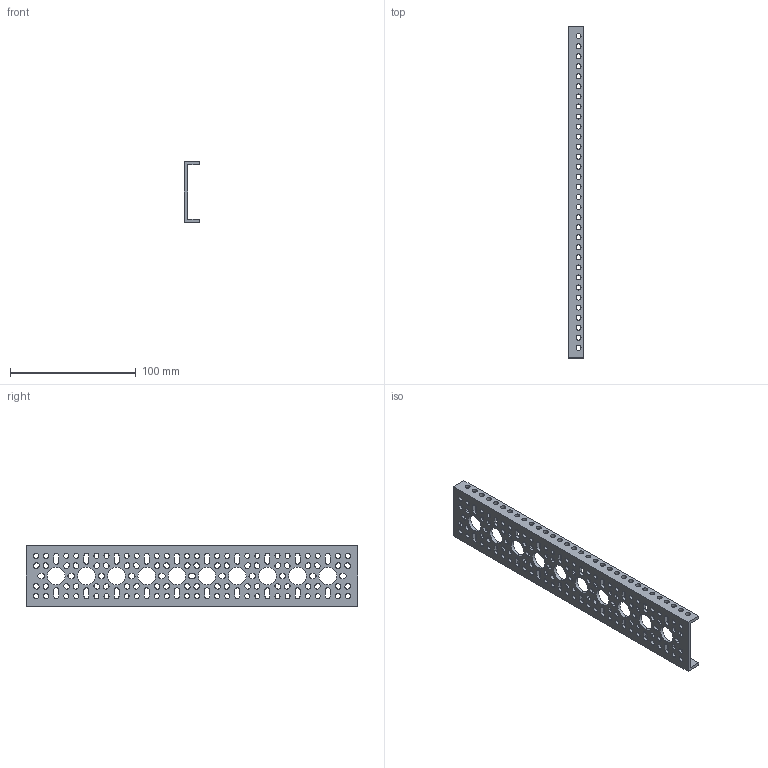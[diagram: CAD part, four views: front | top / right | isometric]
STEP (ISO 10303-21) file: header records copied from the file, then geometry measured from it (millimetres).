
FILE_DESCRIPTION (( 'STEP AP203' ), '1' );
FILE_NAME ('1107-0010-0264 rev1.STEP', '2017-05-12T19:23:17', ( '' ), ( '' ), 'SwSTEP 2.0', 'SolidWorks 2016', '' );
FILE_SCHEMA (( 'CONFIG_CONTROL_DESIGN' ));
Length unit declared in the file: millimetre
Products named in the file (1): 1107-0010-0264 rev1
Bounding box: 12 x 264 x 48 mm (x, y, z)
Volume: 33232.2 mm3; surface area: 35784.6 mm2
Topology: 1 solids, 1 shells, 600 faces, 1794 edges, 1196 vertices
Faces by surface type: cylinder 440, plane 160
Entity records: 21487 total; most frequent: DIRECTION 3876, CARTESIAN_POINT 3591, ORIENTED_EDGE 3588, EDGE_CURVE 1794, AXIS2_PLACEMENT_3D 1481, VERTEX_POINT 1196, EDGE_LOOP 986, VECTOR 914
